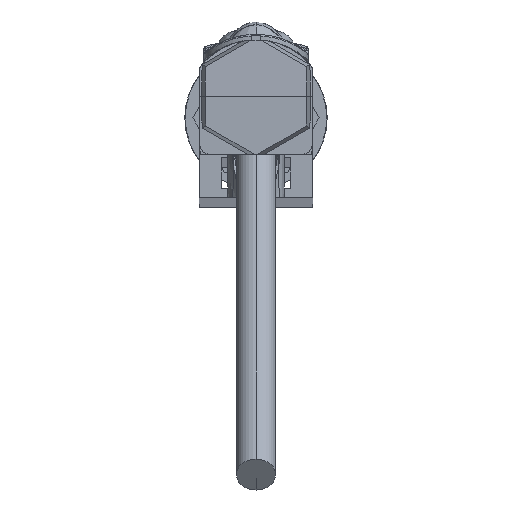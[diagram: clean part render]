
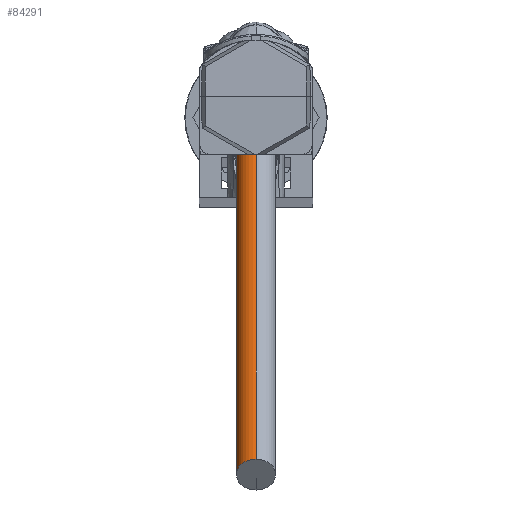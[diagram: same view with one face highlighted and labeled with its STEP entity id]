
A CAD part, top view. The second image highlights one B-rep face of the part: STEP entity #84291.
In plain terms, the highlighted cylindrical face has radius 2.075 mm (diameter 4.15 mm), a partial arc.
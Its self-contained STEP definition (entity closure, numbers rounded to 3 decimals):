
#84199=CARTESIAN_POINT('',(0.,-1.63,19.646));
#84200=DIRECTION('',(0.,-0.623,0.783));
#84201=DIRECTION('',(0.,0.783,0.623));
#84202=AXIS2_PLACEMENT_3D('',#84199,#84200,#84201);
#84204=DIRECTION('',(0.,-0.623,0.783));
#84205=VECTOR('',#84204,61.492);
#84206=CARTESIAN_POINT('',(0.,-0.007,20.938));
#84207=LINE('',#84206,#84205);
#84213=DIRECTION('',(0.,-0.623,0.783));
#84214=VECTOR('',#84213,61.492);
#84215=CARTESIAN_POINT('',(0.,-3.254,18.354));
#84216=LINE('',#84215,#84214);
#84222=CARTESIAN_POINT('',(0.,-39.91,67.77));
#84223=DIRECTION('',(0.,-0.623,0.783));
#84224=DIRECTION('',(0.,0.783,0.623));
#84225=AXIS2_PLACEMENT_3D('',#84222,#84223,#84224);
#84227=CARTESIAN_POINT('',(0.,-3.254,18.354));
#84228=CARTESIAN_POINT('',(0.,-0.007,20.938));
#84229=VERTEX_POINT('',#84227);
#84230=VERTEX_POINT('',#84228);
#84231=CARTESIAN_POINT('',(0.,-41.534,66.478));
#84232=CARTESIAN_POINT('',(0.,-38.286,69.061));
#84233=VERTEX_POINT('',#84231);
#84234=VERTEX_POINT('',#84232);
#84277=CARTESIAN_POINT('',(0.,-1.63,19.646));
#84278=DIRECTION('',(0.,-0.623,0.783));
#84279=DIRECTION('',(0.,-0.783,-0.623));
#84280=AXIS2_PLACEMENT_3D('',#84277,#84278,#84279);
#84281=CYLINDRICAL_SURFACE('',#84280,2.075);
#84282=ORIENTED_EDGE('',*,*,#84271,.F.);
#84284=ORIENTED_EDGE('',*,*,#84283,.T.);
#84286=ORIENTED_EDGE('',*,*,#84285,.T.);
#84288=ORIENTED_EDGE('',*,*,#84287,.F.);
#84289=EDGE_LOOP('',(#84282,#84284,#84286,#84288));
#84290=FACE_OUTER_BOUND('',#84289,.F.);
#84291=ADVANCED_FACE('',(#84290),#84281,.T.);
#84203=CIRCLE('',#84202,2.075);
#84226=CIRCLE('',#84225,2.075);
#84271=EDGE_CURVE('',#84230,#84229,#84203,.T.);
#84283=EDGE_CURVE('',#84230,#84234,#84207,.T.);
#84285=EDGE_CURVE('',#84234,#84233,#84226,.T.);
#84287=EDGE_CURVE('',#84229,#84233,#84216,.T.);
